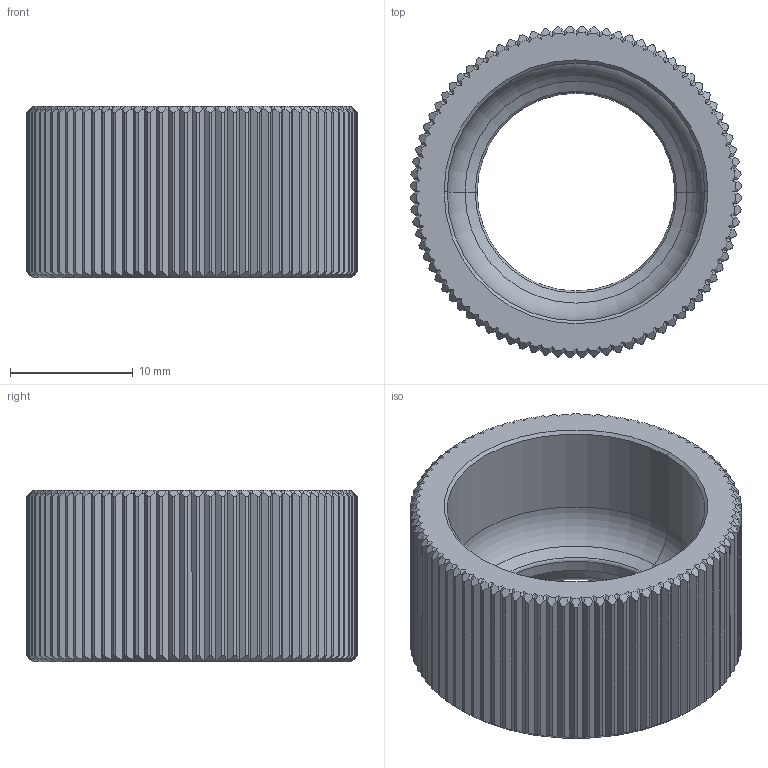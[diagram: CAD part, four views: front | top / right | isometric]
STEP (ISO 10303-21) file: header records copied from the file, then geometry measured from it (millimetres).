
FILE_DESCRIPTION (( 'STEP AP214' ), '1' );
FILE_NAME ('11528.STEP', '2022-03-25T18:28:48', ( '' ), ( '' ), 'SwSTEP 2.0', 'SolidWorks 2021', '' );
FILE_SCHEMA (( 'AUTOMOTIVE_DESIGN' ));
Length unit declared in the file: millimetre
Products named in the file (1): 11528
Bounding box: 27.03 x 27.03 x 14 mm (x, y, z)
Volume: 3507 mm3; surface area: 2960.3 mm2
Topology: 1 solids, 1 shells, 524 faces, 1468 edges, 946 vertices
Faces by surface type: plane 338, cone 92, cylinder 88, torus 6
Entity records: 17190 total; most frequent: CARTESIAN_POINT 4451, ORIENTED_EDGE 2936, DIRECTION 2294, EDGE_CURVE 1468, VERTEX_POINT 946, AXIS2_PLACEMENT_3D 805, LINE 684, VECTOR 684
